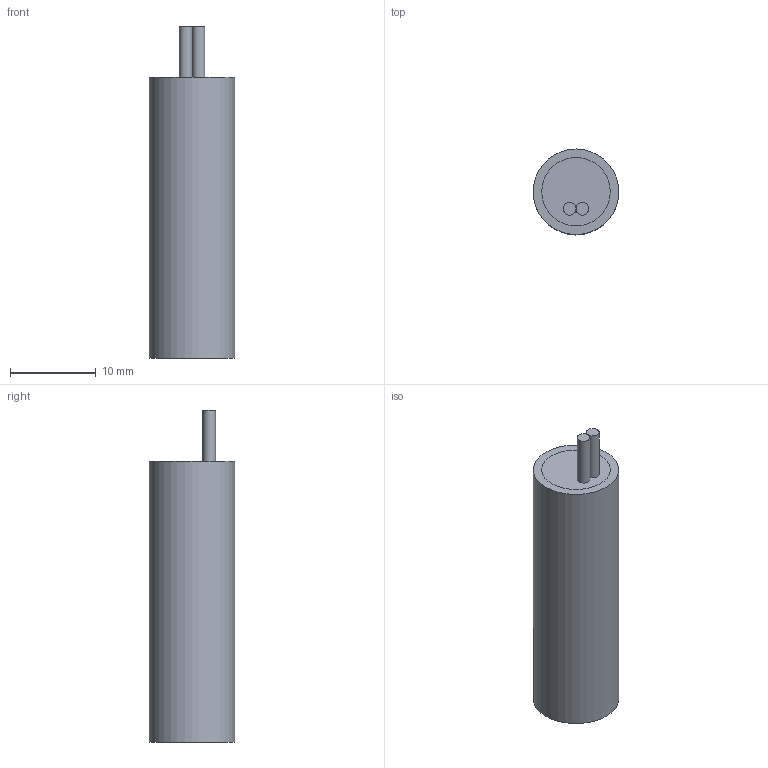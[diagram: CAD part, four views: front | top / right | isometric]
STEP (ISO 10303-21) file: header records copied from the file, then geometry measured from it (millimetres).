
FILE_DESCRIPTION(/* description */ (''),/* implementation_level */ '2;1');
FILE_NAME(/* name */ 'Laser Diode.step',/* time_stamp */ '2019-05-29T14:09:58-04:00',/* author */ (''),/* organization */ (''),/* preprocessor_version */ 'ST-DEVELOPER v18',/* originating_system */ 'Autodesk Translation Framework v8.2.0.1029',/* authorisation */ '');
FILE_SCHEMA (('AUTOMOTIVE_DESIGN { 1 0 10303 214 3 1 1 }'));
Length unit declared in the file: millimetre
Products named in the file (1): Laser Diode
Bounding box: 10 x 10 x 38.8 mm (x, y, z)
Volume: 2587.2 mm3; surface area: 2939.7 mm2
Topology: 5 solids, 5 shells, 32 faces, 60 edges, 39 vertices
Faces by surface type: plane 19, cylinder 7, cone 5, torus 1
Full cylindrical faces by diameter (mm): 1.5 x2, 2.8 x1, 3 x1, 8 x2, 10 x1
Entity records: 872 total; most frequent: DIRECTION 150, CARTESIAN_POINT 148, ORIENTED_EDGE 120, AXIS2_PLACEMENT_3D 65, EDGE_CURVE 60, VERTEX_POINT 39, EDGE_LOOP 35, FACE_OUTER_BOUND 32
